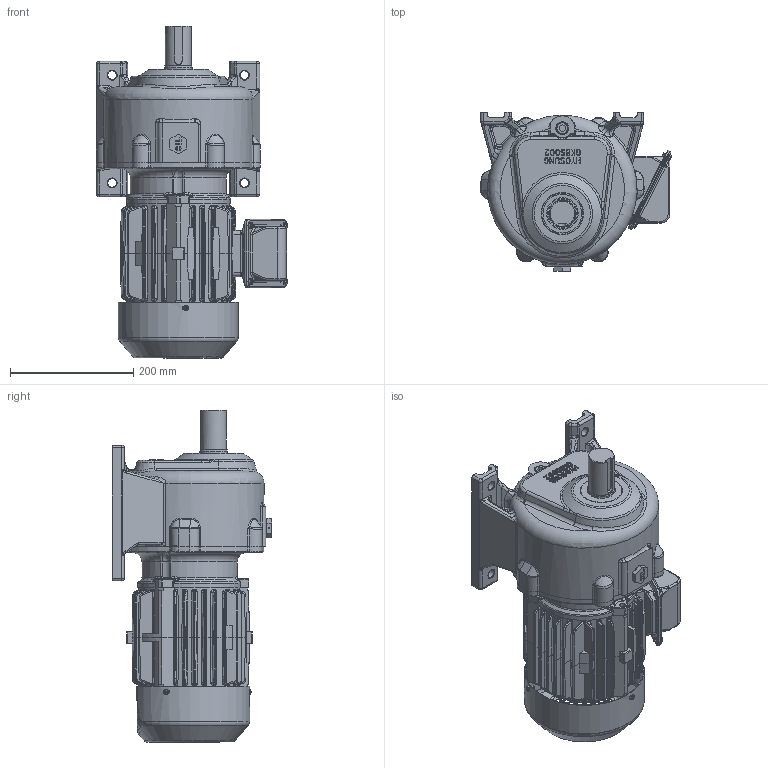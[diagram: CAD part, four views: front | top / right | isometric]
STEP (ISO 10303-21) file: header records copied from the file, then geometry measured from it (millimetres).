
FILE_DESCRIPTION(/* description */ ('Unknown'),/* implementation_level */ '2;1');
FILE_NAME(/* name */ 'EK2DO07142_FHB_1.5kW_R40_CUSTOMER',/* time_stamp */ '2019-06-24T09:56:46+09:00',/* author */ ('Unknown'),/* organization */ ('Unknown'),/* preprocessor_version */ 'ST-DEVELOPER v16.7',/* originating_system */ 'DEX',/* authorisation */ $);
FILE_SCHEMA (('AUTOMOTIVE_DESIGN {1 0 10303 214 3 1 1}'));
Length unit declared in the file: millimetre
Products named in the file (18): EK2DO07142_FHB_1.5kW_R40_CUSTOMER; DKA0100049_DGKBS002_CASING_mbs_kmj_CUSTOMER; DKA0700323_DGKDS006; DKA0800186_DGKBS260_CUSTOMER; 1in BSP Tank Plug_5530; 4-2 FR.90L_ROUND_CUSTOMER; 1-2 FR.90L_ROUND_DMA0300845; 2-1 �ݺ��� �����+��켓+후드+볼트; DSMW10383_饶3; M5x8_饶靛; 3-1 FR.80~90 繹っ 欽; DMA0700233; DMA120011(橇饭烙啊勱皜鞀れ紦); DMA1200110(´ÜÀÚ¹Ú½º•ìŠ¤ê°€ìŠ¤ì¼“); DMA0700372; ~FR.132 炼赋杭飘柬姼_旎る矂; Oil Seal(45x68x12); Socket Plug Conical Hole Thread R 1-2 DIN 906(Screw Plug Conical Hole
 Thread R 1-2 DIN 906)
Assembly tree (22 placements, depth 4):
  EK2DO07142_FHB_1.5kW_R40_CUSTOMER
    DKA0100049_DGKBS002_CASING_mbs_kmj_CUSTOMER
    DKA0700323_DGKDS006
    DKA0800186_DGKBS260_CUSTOMER
    1in BSP Tank Plug_5530
    4-2 FR.90L_ROUND_CUSTOMER
      1-2 FR.90L_ROUND_DMA0300845
      2-1 �ݺ��� �����+��켓+후드+볼트
        DSMW10383_饶3
        M5x8_饶靛  x3
      3-1 FR.80~90 繹っ 欽
        DMA0700233
        DMA120011(橇饭烙啊勱皜鞀れ紦)
        DMA1200110(´ÜÀÚ¹Ú½º•ìŠ¤ê°€ìŠ¤ì¼“)
        DMA0700372
        ~FR.132 炼赋杭飘柬姼_旎る矂  x4
    Oil Seal(45x68x12)
    Socket Plug Conical Hole Thread R 1-2 DIN 906(Screw Plug Conical Hole
 Thread R 1-2 DIN 906)
Bounding box: 310.46 x 259.5 x 539.6 mm (x, y, z)
Volume: 6933734.3 mm3; surface area: 951458.6 mm2
Topology: 18 solids, 19 shells, 3322 faces, 8602 edges, 5309 vertices
Faces by surface type: cylinder 1191, plane 1183, bspline 673, torus 147, cone 90, sphere 38
Full cylindrical faces by diameter (mm): 1.5 x1, 4.917 x8, 5 x3, 6 x9, 6.647 x12, 7 x8, 8 x4, 8.376 x12, 9 x10, 10.5 x4, 14 x4, 18 x1, 20 x1, 26 x1, 30 x1, 40 x1, 42 x1, 45 x2, 49.8 x1, 50 x1, 55 x1, 64 x1, 68 x2, 161 x2, 213 x1, 222 x1, 227 x1
Entity records: 109684 total; most frequent: CARTESIAN_POINT 34847, ORIENTED_EDGE 15914, DIRECTION 14801, EDGE_CURVE 7957, AXIS2_PLACEMENT_3D 5591, VERTEX_POINT 5026, FACE_BOUND 3745, EDGE_LOOP 3729
